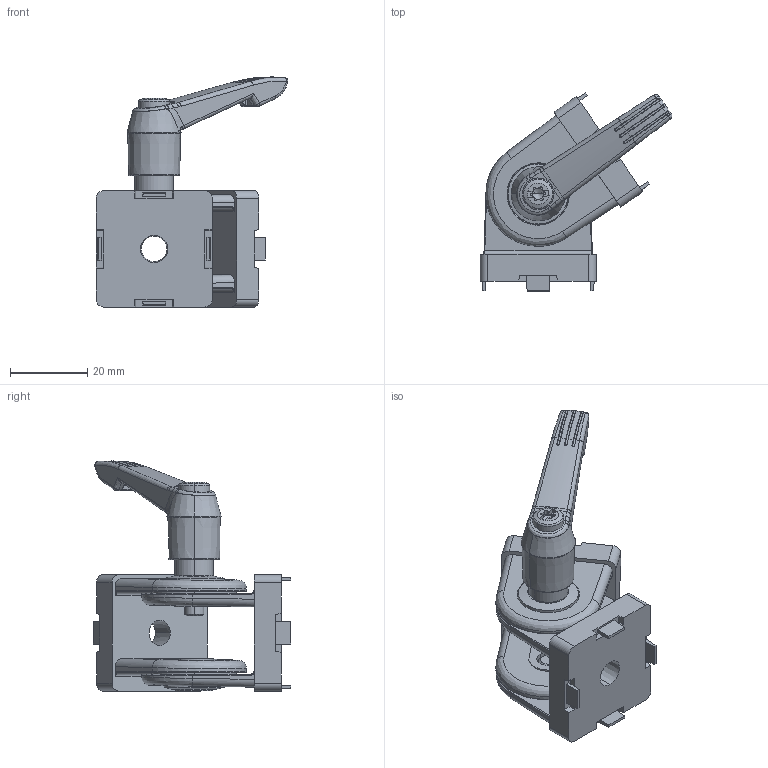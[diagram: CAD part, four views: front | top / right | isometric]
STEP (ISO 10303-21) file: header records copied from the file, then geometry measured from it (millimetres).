
FILE_DESCRIPTION (( 'STEP AP214' ), '1' );
FILE_NAME ('264500600.STEP', '2014-02-20T14:14:06', ( '' ), ( '' ), 'SwSTEP 2.0', 'SolidWorks 2014', '' );
FILE_SCHEMA (( 'AUTOMOTIVE_DESIGN' ));
Length unit declared in the file: millimetre
Products named in the file (1): 264500600
Bounding box: 49.54 x 51.1 x 59.39 mm (x, y, z)
Volume: 24693.8 mm3; surface area: 17857.4 mm2
Topology: 9 solids, 10 shells, 573 faces, 1401 edges, 867 vertices
Faces by surface type: plane 194, cylinder 138, bspline 105, torus 65, cone 55, sphere 16
Entity records: 27352 total; most frequent: CARTESIAN_POINT 8292, ORIENTED_EDGE 2772, DIRECTION 2444, EDGE_CURVE 1386, AXIS2_PLACEMENT_3D 945, VERTEX_POINT 864, EDGE_LOOP 626, UNCERTAINTY_MEASURE_WITH_UNIT 584
